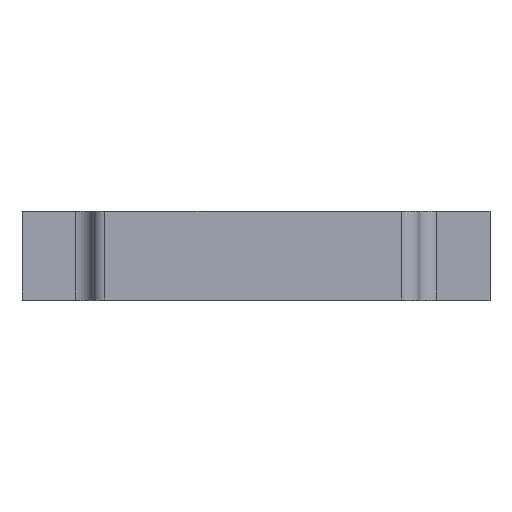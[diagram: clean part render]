
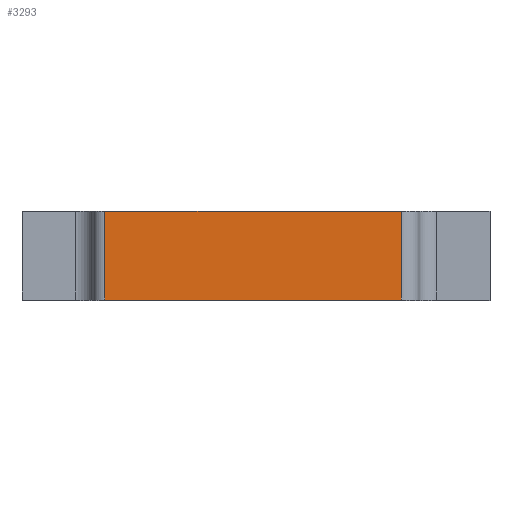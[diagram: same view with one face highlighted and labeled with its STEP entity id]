
A CAD part, top view. The second image highlights one B-rep face of the part: STEP entity #3293.
In plain terms, the highlighted planar face has unit normal (0, 0, 1).
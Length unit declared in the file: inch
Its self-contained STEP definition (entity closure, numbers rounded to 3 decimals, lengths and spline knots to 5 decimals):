
#67 = CARTESIAN_POINT ( 'NONE',  ( 2.45, 0., 2.75 ) ) ;
#184 = DIRECTION ( 'NONE',  ( 0., 0., -1. ) ) ;
#245 = EDGE_CURVE ( 'NONE', #2890, #4105, #3654, .T. ) ;
#326 = EDGE_LOOP ( 'NONE', ( #3064, #2073, #1278, #2146 ) ) ;
#365 = CARTESIAN_POINT ( 'NONE',  ( 2.45, 1.5, 2.75 ) ) ;
#552 = EDGE_CURVE ( 'NONE', #3597, #4105, #5304, .T. ) ;
#755 = VECTOR ( 'NONE', #4440, 39.37008 ) ;
#1002 = PLANE ( 'NONE',  #3081 ) ;
#1278 = ORIENTED_EDGE ( 'NONE', *, *, #245, .F. ) ;
#1462 = VERTEX_POINT ( 'NONE', #4729 ) ;
#1775 = DIRECTION ( 'NONE',  ( 0., -1., 0. ) ) ;
#1852 = FACE_OUTER_BOUND ( 'NONE', #326, .T. ) ;
#2059 = DIRECTION ( 'NONE',  ( 0., 1., 0. ) ) ;
#2073 = ORIENTED_EDGE ( 'NONE', *, *, #552, .T. ) ;
#2146 = ORIENTED_EDGE ( 'NONE', *, *, #4951, .T. ) ;
#2150 = CARTESIAN_POINT ( 'NONE',  ( -2.55, 1.5, 2.75 ) ) ;
#2315 = CARTESIAN_POINT ( 'NONE',  ( 0., 1.5, 2.75 ) ) ;
#2494 = LINE ( 'NONE', #2150, #3264 ) ;
#2736 = DIRECTION ( 'NONE',  ( -1., 0., 0. ) ) ;
#2778 = EDGE_CURVE ( 'NONE', #1462, #3597, #3506, .T. ) ;
#2782 = CARTESIAN_POINT ( 'NONE',  ( -2.55, 1.5, 2.75 ) ) ;
#2792 = CARTESIAN_POINT ( 'NONE',  ( 0., 1.5, 2.75 ) ) ;
#2890 = VERTEX_POINT ( 'NONE', #2782 ) ;
#3064 = ORIENTED_EDGE ( 'NONE', *, *, #2778, .T. ) ;
#3081 = AXIS2_PLACEMENT_3D ( 'NONE', #2315, #184, #2736 ) ;
#3214 = CARTESIAN_POINT ( 'NONE',  ( 2.45, 1.5, 2.75 ) ) ;
#3223 = DIRECTION ( 'NONE',  ( 1., 0., 0. ) ) ;
#3264 = VECTOR ( 'NONE', #1775, 39.37008 ) ;
#3293 = ADVANCED_FACE ( 'NONE', ( #1852 ), #1002, .F. ) ;
#3506 = LINE ( 'NONE', #4935, #5079 ) ;
#3597 = VERTEX_POINT ( 'NONE', #67 ) ;
#3654 = LINE ( 'NONE', #2792, #755 ) ;
#3912 = VECTOR ( 'NONE', #2059, 39.37008 ) ;
#4105 = VERTEX_POINT ( 'NONE', #3214 ) ;
#4440 = DIRECTION ( 'NONE',  ( 1., 0., 0. ) ) ;
#4729 = CARTESIAN_POINT ( 'NONE',  ( -2.55, 0., 2.75 ) ) ;
#4935 = CARTESIAN_POINT ( 'NONE',  ( 0., 0., 2.75 ) ) ;
#4951 = EDGE_CURVE ( 'NONE', #2890, #1462, #2494, .T. ) ;
#5079 = VECTOR ( 'NONE', #3223, 39.37008 ) ;
#5304 = LINE ( 'NONE', #365, #3912 ) ;
